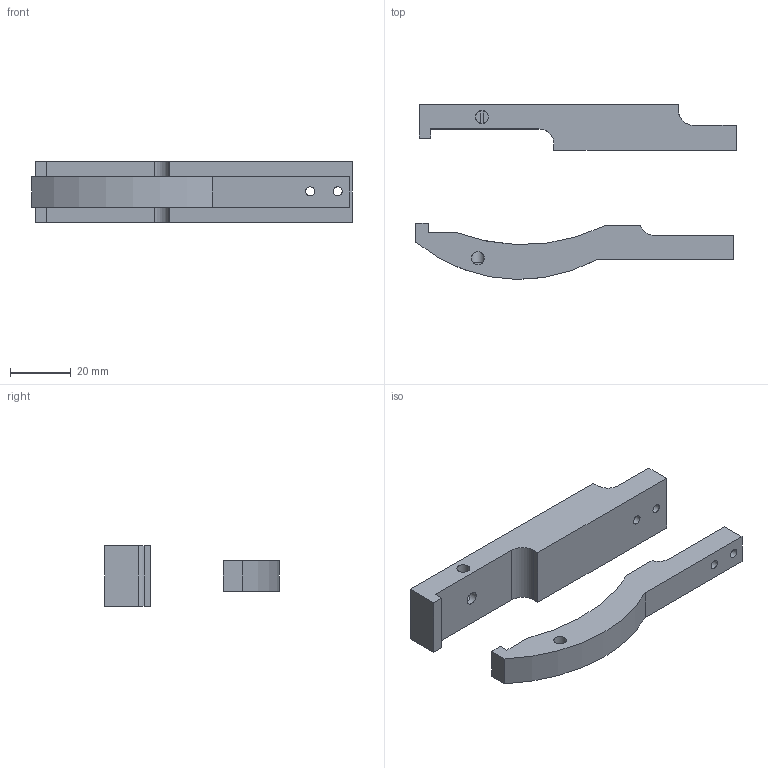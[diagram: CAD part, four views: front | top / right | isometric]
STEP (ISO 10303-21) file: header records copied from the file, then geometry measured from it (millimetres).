
FILE_DESCRIPTION(/* description */ (''),/* implementation_level */ '2;1');
FILE_NAME(/* name */ '31sj2.stp',/* time_stamp */ '2019-05-31T11:11:57+08:00',/* author */ (''),/* organization */ (''),/* preprocessor_version */ 'ST-DEVELOPER v16',/* originating_system */ 'SIEMENS PLM Software NX 10.0',/* authorisation */ '');
FILE_SCHEMA (('AUTOMOTIVE_DESIGN { 1 0 10303 214 3 1 1 1 }'));
Length unit declared in the file: millimetre
Products named in the file (1): hp0834EA09cegf
Bounding box: 105.19 x 57.4 x 20 mm (x, y, z)
Volume: 32638.7 mm3; surface area: 12020.2 mm2
Topology: 2 solids, 2 shells, 46 faces, 125 edges, 82 vertices
Faces by surface type: plane 29, cylinder 16, bspline 1
Full cylindrical faces by diameter (mm): 3 x4, 4.2 x4
Entity records: 1545 total; most frequent: CARTESIAN_POINT 367, DIRECTION 240, ORIENTED_EDGE 220, EDGE_CURVE 110, AXIS2_PLACEMENT_3D 86, VERTEX_POINT 76, LINE 68, VECTOR 68
